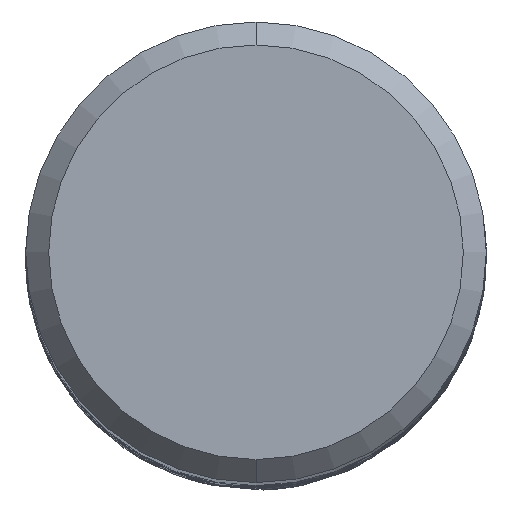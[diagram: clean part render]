
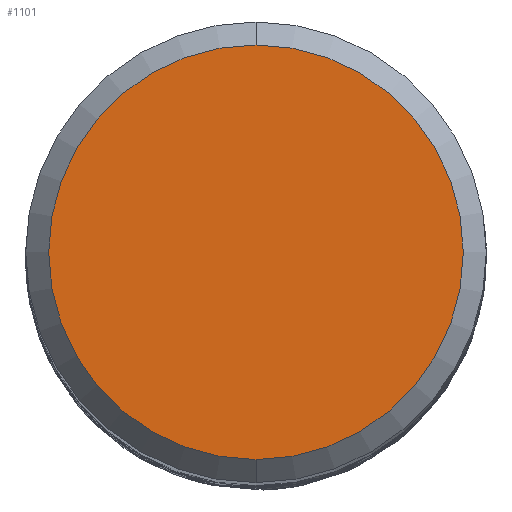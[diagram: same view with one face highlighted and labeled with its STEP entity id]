
A CAD part, top view. The second image highlights one B-rep face of the part: STEP entity #1101.
In plain terms, the highlighted planar face has unit normal (0, 0, 1).
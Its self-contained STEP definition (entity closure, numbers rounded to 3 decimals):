
#747=EDGE_CURVE('',#983,#1503,#1990,.T.);
#983=VERTEX_POINT('',#2250);
#1101=ADVANCED_FACE('',(#2379),#2380,.T.);
#1395=EDGE_CURVE('',#1503,#983,#2699,.T.);
#1503=VERTEX_POINT('',#2817);
#1990=CIRCLE('',#5270,7.2);
#2250=CARTESIAN_POINT('',(0.,-7.2,0.0));
#2379=FACE_OUTER_BOUND('',#12934,.T.);
#2380=PLANE('',#12935);
#2699=CIRCLE('',#19182,7.2);
#2817=CARTESIAN_POINT('',(0.0,7.2,0.0));
#5270=AXIS2_PLACEMENT_3D('',#27476,#27477,#27478);
#12934=EDGE_LOOP('',(#27851,#27852));
#12935=AXIS2_PLACEMENT_3D('',#27853,#27854,#27855);
#19182=AXIS2_PLACEMENT_3D('',#28147,#28148,#28149);
#27476=CARTESIAN_POINT('',(0.0,0.0,0.0));
#27477=DIRECTION('',(0.0,0.0,-1.0));
#27478=DIRECTION('',(0.0,1.0,0.0));
#27851=ORIENTED_EDGE('',*,*,#1395,.F.);
#27852=ORIENTED_EDGE('',*,*,#747,.F.);
#27853=CARTESIAN_POINT('',(0.0,3.6,0.0));
#27854=DIRECTION('',(-0.0,0.0,1.0));
#27855=DIRECTION('',(0.0,-1.0,0.0));
#28147=CARTESIAN_POINT('',(0.0,0.0,0.0));
#28148=DIRECTION('',(0.0,0.0,-1.0));
#28149=DIRECTION('',(0.0,1.0,0.0));
